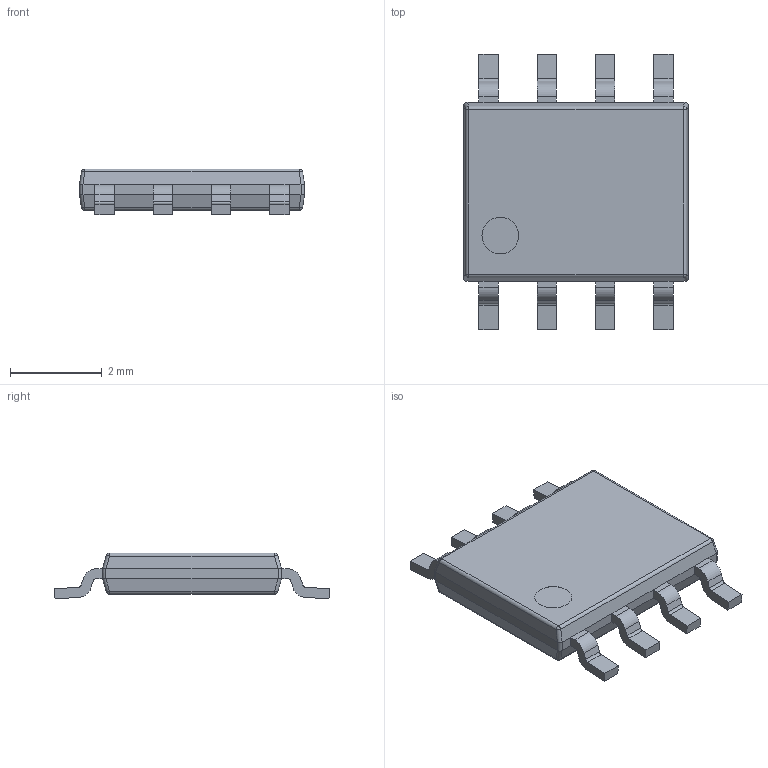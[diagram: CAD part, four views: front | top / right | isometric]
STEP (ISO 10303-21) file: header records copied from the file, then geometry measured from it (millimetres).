
FILE_DESCRIPTION(/* description */ (''),/* implementation_level */ '2;1');
FILE_NAME(/* name */ 'Rohm - HTSOP-8 J.step',/* time_stamp */ '2020-05-01T04:32:39+01:00',/* author */ (''),/* organization */ (''),/* preprocessor_version */ 'ST-DEVELOPER v18.1',/* originating_system */ 'Autodesk Translation Framework v9.2.0.1227',/* authorisation */ '');
FILE_SCHEMA (('AUTOMOTIVE_DESIGN { 1 0 10303 214 3 1 1 }'));
Length unit declared in the file: millimetre
Products named in the file (1): Rohm - HTSOP-8 J
Bounding box: 4.9 x 6 x 1 mm (x, y, z)
Volume: 17.7 mm3; surface area: 63.8 mm2
Topology: 1 solids, 1 shells, 157 faces, 407 edges, 254 vertices
Faces by surface type: plane 96, cylinder 53, sphere 8
Full cylindrical faces by diameter (mm): 0.8 x1
Entity records: 4947 total; most frequent: CARTESIAN_POINT 899, ORIENTED_EDGE 814, DIRECTION 813, EDGE_CURVE 407, LINE 301, VECTOR 301, AXIS2_PLACEMENT_3D 256, VERTEX_POINT 254
